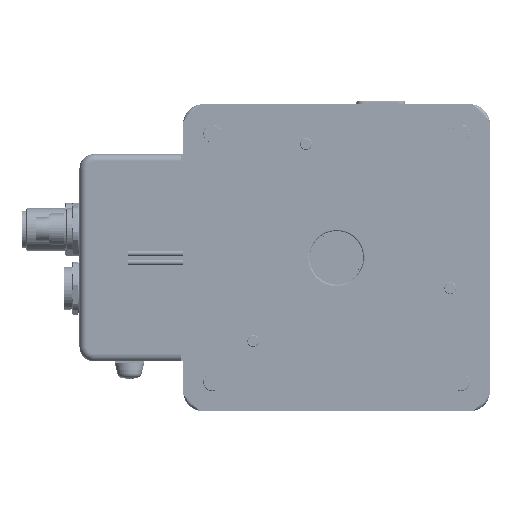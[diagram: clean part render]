
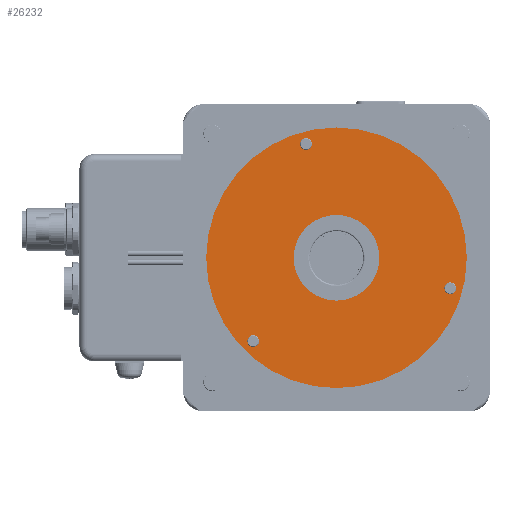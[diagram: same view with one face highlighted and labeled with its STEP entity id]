
A CAD part, left-side view. The second image highlights one B-rep face of the part: STEP entity #26232.
In plain terms, the highlighted face is planar.
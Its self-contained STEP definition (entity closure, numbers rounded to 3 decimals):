
#4740 = EDGE_CURVE ( 'NONE', #83157, #83157, #151442, .T. ) ;
#10113 = CIRCLE ( 'NONE', #79783, 36.5 ) ;
#11231 = EDGE_CURVE ( 'NONE', #65211, #65211, #192557, .T. ) ;
#11922 = DIRECTION ( 'NONE',  ( 1., 0., 0. ) ) ;
#16063 = DIRECTION ( 'NONE',  ( -1., 0., 0. ) ) ;
#23122 = VERTEX_POINT ( 'NONE', #140731 ) ;
#26232 = ADVANCED_FACE ( 'NONE', ( #126796, #201568, #188508, #119184, #83029 ), #80849, .T. ) ;
#29329 = DIRECTION ( 'NONE',  ( -1., 0., 0. ) ) ;
#30081 = CARTESIAN_POINT ( 'NONE',  ( 21.685, -23.335, 60. ) ) ;
#39718 = EDGE_LOOP ( 'NONE', ( #158674 ) ) ;
#47734 = DIRECTION ( 'NONE',  ( 0., 0., 1. ) ) ;
#65211 = VERTEX_POINT ( 'NONE', #129145 ) ;
#67071 = CARTESIAN_POINT ( 'NONE',  ( -31.876, -8.541, 60. ) ) ;
#68711 = AXIS2_PLACEMENT_3D ( 'NONE', #138273, #172822, #205169 ) ;
#69131 = CIRCLE ( 'NONE', #132807, 12. ) ;
#70653 = AXIS2_PLACEMENT_3D ( 'NONE', #67071, #83584, #16063 ) ;
#74645 = EDGE_CURVE ( 'NONE', #149695, #149695, #10113, .T. ) ;
#75432 = CARTESIAN_POINT ( 'NONE',  ( 0., 0., 60. ) ) ;
#79783 = AXIS2_PLACEMENT_3D ( 'NONE', #75432, #176201, #110045 ) ;
#80849 = PLANE ( 'NONE',  #156401 ) ;
#83029 = FACE_BOUND ( 'NONE', #39718, .T. ) ;
#83157 = VERTEX_POINT ( 'NONE', #196075 ) ;
#83584 = DIRECTION ( 'NONE',  ( 0., 0., -1. ) ) ;
#87829 = EDGE_LOOP ( 'NONE', ( #137362 ) ) ;
#88510 = EDGE_LOOP ( 'NONE', ( #147146 ) ) ;
#92713 = CARTESIAN_POINT ( 'NONE',  ( 36.5, 0., 60. ) ) ;
#97256 = EDGE_CURVE ( 'NONE', #108411, #108411, #114142, .T. ) ;
#105153 = CARTESIAN_POINT ( 'NONE',  ( 0., 0., 60. ) ) ;
#108409 = EDGE_LOOP ( 'NONE', ( #188408 ) ) ;
#108411 = VERTEX_POINT ( 'NONE', #30081 ) ;
#110045 = DIRECTION ( 'NONE',  ( 1., 0., 0. ) ) ;
#110729 = CARTESIAN_POINT ( 'NONE',  ( 23.335, -23.335, 60. ) ) ;
#114142 = CIRCLE ( 'NONE', #131735, 1.65 ) ;
#115927 = EDGE_LOOP ( 'NONE', ( #156436 ) ) ;
#119184 = FACE_BOUND ( 'NONE', #87829, .T. ) ;
#126796 = FACE_OUTER_BOUND ( 'NONE', #88510, .T. ) ;
#129145 = CARTESIAN_POINT ( 'NONE',  ( 6.891, 31.876, 60. ) ) ;
#131735 = AXIS2_PLACEMENT_3D ( 'NONE', #110729, #142374, #29329 ) ;
#132807 = AXIS2_PLACEMENT_3D ( 'NONE', #105153, #136782, #201571 ) ;
#136782 = DIRECTION ( 'NONE',  ( 0., 0., -1. ) ) ;
#137362 = ORIENTED_EDGE ( 'NONE', *, *, #97256, .T. ) ;
#138273 = CARTESIAN_POINT ( 'NONE',  ( 8.541, 31.876, 60. ) ) ;
#140731 = CARTESIAN_POINT ( 'NONE',  ( -12., 0., 60. ) ) ;
#142374 = DIRECTION ( 'NONE',  ( 0., 0., -1. ) ) ;
#147146 = ORIENTED_EDGE ( 'NONE', *, *, #74645, .T. ) ;
#149695 = VERTEX_POINT ( 'NONE', #92713 ) ;
#151442 = CIRCLE ( 'NONE', #70653, 1.65 ) ;
#156401 = AXIS2_PLACEMENT_3D ( 'NONE', #195296, #47734, #11922 ) ;
#156436 = ORIENTED_EDGE ( 'NONE', *, *, #164616, .T. ) ;
#158674 = ORIENTED_EDGE ( 'NONE', *, *, #4740, .T. ) ;
#164616 = EDGE_CURVE ( 'NONE', #23122, #23122, #69131, .T. ) ;
#172822 = DIRECTION ( 'NONE',  ( 0., 0., -1. ) ) ;
#176201 = DIRECTION ( 'NONE',  ( 0., 0., 1. ) ) ;
#188408 = ORIENTED_EDGE ( 'NONE', *, *, #11231, .T. ) ;
#188508 = FACE_BOUND ( 'NONE', #108409, .T. ) ;
#192557 = CIRCLE ( 'NONE', #68711, 1.65 ) ;
#195296 = CARTESIAN_POINT ( 'NONE',  ( 0., 0., 60. ) ) ;
#196075 = CARTESIAN_POINT ( 'NONE',  ( -33.526, -8.541, 60. ) ) ;
#201568 = FACE_BOUND ( 'NONE', #115927, .T. ) ;
#201571 = DIRECTION ( 'NONE',  ( -1., 0., 0. ) ) ;
#205169 = DIRECTION ( 'NONE',  ( -1., 0., 0. ) ) ;
